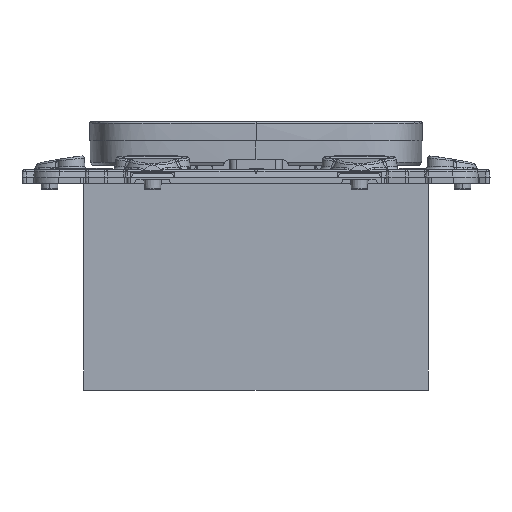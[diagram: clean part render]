
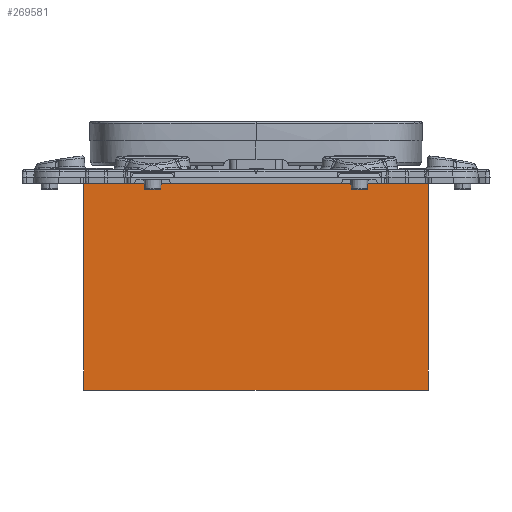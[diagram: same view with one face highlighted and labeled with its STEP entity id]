
A CAD part, left-side view. The second image highlights one B-rep face of the part: STEP entity #269581.
In plain terms, the highlighted planar face has unit normal (-1, 0, 0).
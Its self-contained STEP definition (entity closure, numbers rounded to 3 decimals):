
#269559=AXIS2_PLACEMENT_3D('Plane Axis2P3D',#269556,#269557,#269558) ;
#10152=CARTESIAN_POINT('Vertex',(-27.5,9.38,42.609)) ;
#10173=CARTESIAN_POINT('Vertex',(-27.5,4.117,42.609)) ;
#12368=CARTESIAN_POINT('Vertex',(-27.5,27.5,42.609)) ;
#12371=CARTESIAN_POINT('Line Origine',(-27.5,18.44,42.609)) ;
#12376=CARTESIAN_POINT('Line Origine',(-27.5,-11.692,42.609)) ;
#12380=CARTESIAN_POINT('Vertex',(-27.5,-27.5,42.609)) ;
#129664=CARTESIAN_POINT('Line Origine',(-27.5,6.749,42.609)) ;
#269529=CARTESIAN_POINT('Vertex',(-27.5,27.5,9.609)) ;
#269532=CARTESIAN_POINT('Line Origine',(-27.5,27.5,26.109)) ;
#269556=CARTESIAN_POINT('Axis2P3D Location',(-27.5,-27.5,42.609)) ;
#269561=CARTESIAN_POINT('Line Origine',(-27.5,0.,9.609)) ;
#269565=CARTESIAN_POINT('Vertex',(-27.5,-27.5,9.609)) ;
#269568=CARTESIAN_POINT('Line Origine',(-27.5,-27.5,26.109)) ;
#12372=DIRECTION('Vector Direction',(0.,1.,0.)) ;
#12377=DIRECTION('Vector Direction',(0.,1.,0.)) ;
#129665=DIRECTION('Vector Direction',(0.,1.,0.)) ;
#269533=DIRECTION('Vector Direction',(0.,0.,-1.)) ;
#269557=DIRECTION('Axis2P3D Direction',(-1.,0.,0.)) ;
#269558=DIRECTION('Axis2P3D XDirection',(0.,1.,0.)) ;
#269562=DIRECTION('Vector Direction',(0.,1.,0.)) ;
#269569=DIRECTION('Vector Direction',(0.,0.,-1.)) ;
#12373=VECTOR('Line Direction',#12372,1.) ;
#12378=VECTOR('Line Direction',#12377,1.) ;
#129666=VECTOR('Line Direction',#129665,1.) ;
#269534=VECTOR('Line Direction',#269533,1.) ;
#269563=VECTOR('Line Direction',#269562,1.) ;
#269570=VECTOR('Line Direction',#269569,1.) ;
#269574=ORIENTED_EDGE('',*,*,#269567,.T.) ;
#269575=ORIENTED_EDGE('',*,*,#269572,.F.) ;
#269576=ORIENTED_EDGE('',*,*,#12382,.F.) ;
#269577=ORIENTED_EDGE('',*,*,#129668,.F.) ;
#269578=ORIENTED_EDGE('',*,*,#12375,.F.) ;
#269579=ORIENTED_EDGE('',*,*,#269536,.T.) ;
#269581=ADVANCED_FACE('PartBody',(#269580),#269560,.T.) ;
#12375=EDGE_CURVE('',#12369,#10153,#12374,.F.) ;
#12382=EDGE_CURVE('',#10174,#12381,#12379,.F.) ;
#129668=EDGE_CURVE('',#10153,#10174,#129667,.F.) ;
#269536=EDGE_CURVE('',#12369,#269530,#269535,.T.) ;
#269567=EDGE_CURVE('',#269530,#269566,#269564,.F.) ;
#269572=EDGE_CURVE('',#12381,#269566,#269571,.T.) ;
#269573=EDGE_LOOP('',(#269574,#269575,#269576,#269577,#269578,#269579)) ;
#269580=FACE_OUTER_BOUND('',#269573,.T.) ;
#12374=LINE('Line',#12371,#12373) ;
#12379=LINE('Line',#12376,#12378) ;
#129667=LINE('Line',#129664,#129666) ;
#269535=LINE('Line',#269532,#269534) ;
#269564=LINE('Line',#269561,#269563) ;
#269571=LINE('Line',#269568,#269570) ;
#269560=PLANE('',#269559) ;
#10153=VERTEX_POINT('',#10152) ;
#10174=VERTEX_POINT('',#10173) ;
#12369=VERTEX_POINT('',#12368) ;
#12381=VERTEX_POINT('',#12380) ;
#269530=VERTEX_POINT('',#269529) ;
#269566=VERTEX_POINT('',#269565) ;
